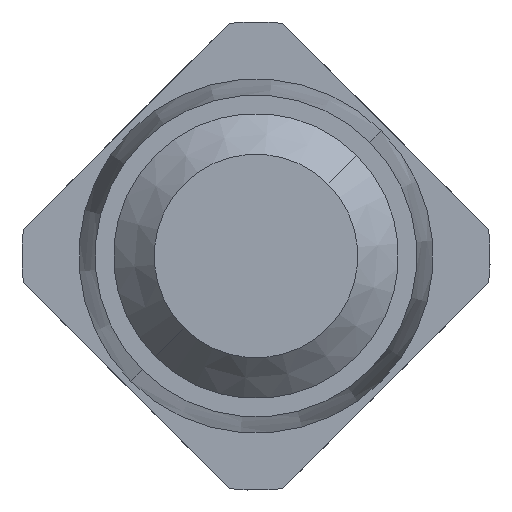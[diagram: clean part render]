
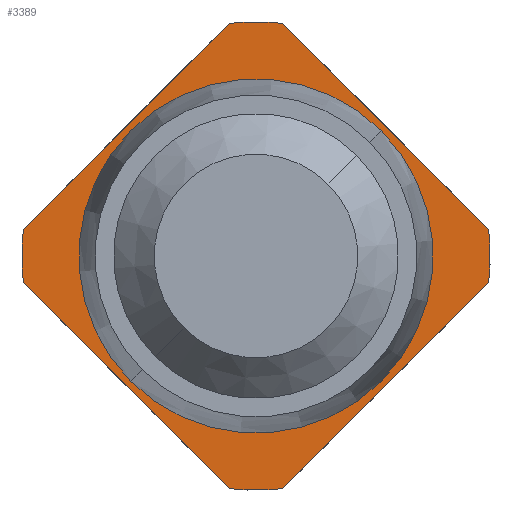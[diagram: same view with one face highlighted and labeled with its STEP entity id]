
A CAD part, front view. The second image highlights one B-rep face of the part: STEP entity #3389.
In plain terms, the highlighted planar face has unit normal (0, -1, 0).
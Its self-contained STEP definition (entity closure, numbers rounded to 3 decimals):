
#49 = DIRECTION ( 'NONE',  ( 0., -1., 0. ) ) ;
#158 = AXIS2_PLACEMENT_3D ( 'NONE', #1657, #2225, #1934 ) ;
#184 = CARTESIAN_POINT ( 'NONE',  ( -0.065, 37.5, 0.571 ) ) ;
#369 = DIRECTION ( 'NONE',  ( 0.707, 0., 0.707 ) ) ;
#455 = VECTOR ( 'NONE', #3211, 1000. ) ;
#618 = LINE ( 'NONE', #1170, #2706 ) ;
#630 = PLANE ( 'NONE',  #2475 ) ;
#642 = VECTOR ( 'NONE', #1411, 1000. ) ;
#648 = CIRCLE ( 'NONE', #2180, 0.575 ) ;
#659 = ORIENTED_EDGE ( 'NONE', *, *, #3265, .T. ) ;
#674 = ORIENTED_EDGE ( 'NONE', *, *, #2096, .T. ) ;
#697 = VERTEX_POINT ( 'NONE', #1073 ) ;
#720 = VERTEX_POINT ( 'NONE', #1631 ) ;
#751 = ORIENTED_EDGE ( 'NONE', *, *, #3575, .T. ) ;
#778 = EDGE_CURVE ( 'NONE', #1829, #2487, #2633, .T. ) ;
#789 = DIRECTION ( 'NONE',  ( 0.707, 0., 0.707 ) ) ;
#822 = AXIS2_PLACEMENT_3D ( 'NONE', #3571, #3555, #1039 ) ;
#870 = ORIENTED_EDGE ( 'NONE', *, *, #3133, .F. ) ;
#880 = DIRECTION ( 'NONE',  ( 0., -1., 0. ) ) ;
#930 = FACE_BOUND ( 'NONE', #3438, .T. ) ;
#1016 = DIRECTION ( 'NONE',  ( 0., -1., 0. ) ) ;
#1039 = DIRECTION ( 'NONE',  ( 0.707, 0., 0.707 ) ) ;
#1073 = CARTESIAN_POINT ( 'NONE',  ( 0.571, 37.5, -0.065 ) ) ;
#1118 = CARTESIAN_POINT ( 'NONE',  ( -0.065, 37.5, -0.571 ) ) ;
#1147 = LINE ( 'NONE', #1743, #1591 ) ;
#1157 = CARTESIAN_POINT ( 'NONE',  ( -0.318, 37.5, 0.318 ) ) ;
#1170 = CARTESIAN_POINT ( 'NONE',  ( -0.725, 37.5, 0.088 ) ) ;
#1270 = ORIENTED_EDGE ( 'NONE', *, *, #3209, .T. ) ;
#1272 = DIRECTION ( 'NONE',  ( 0.707, 0., 0.707 ) ) ;
#1304 = ORIENTED_EDGE ( 'NONE', *, *, #2894, .T. ) ;
#1411 = DIRECTION ( 'NONE',  ( -0.707, 0., 0.707 ) ) ;
#1445 = AXIS2_PLACEMENT_3D ( 'NONE', #2056, #49, #1764 ) ;
#1476 = EDGE_CURVE ( 'NONE', #2487, #720, #3417, .T. ) ;
#1554 = ORIENTED_EDGE ( 'NONE', *, *, #2921, .F. ) ;
#1591 = VECTOR ( 'NONE', #1998, 1000. ) ;
#1631 = CARTESIAN_POINT ( 'NONE',  ( -0.571, 37.5, -0.065 ) ) ;
#1641 = DIRECTION ( 'NONE',  ( 0., -1., 0. ) ) ;
#1657 = CARTESIAN_POINT ( 'NONE',  ( 0., 37.5, 0. ) ) ;
#1673 = ORIENTED_EDGE ( 'NONE', *, *, #1989, .T. ) ;
#1689 = VERTEX_POINT ( 'NONE', #2873 ) ;
#1691 = DIRECTION ( 'NONE',  ( 0.707, 0., -0.707 ) ) ;
#1705 = CARTESIAN_POINT ( 'NONE',  ( -0.571, 37.5, 0.065 ) ) ;
#1743 = CARTESIAN_POINT ( 'NONE',  ( 0.318, 37.5, -0.318 ) ) ;
#1748 = DIRECTION ( 'NONE',  ( 0.707, 0., 0.707 ) ) ;
#1764 = DIRECTION ( 'NONE',  ( 0.707, 0., 0.707 ) ) ;
#1829 = VERTEX_POINT ( 'NONE', #184 ) ;
#1934 = DIRECTION ( 'NONE',  ( 0.707, 0., 0.707 ) ) ;
#1935 = ORIENTED_EDGE ( 'NONE', *, *, #1476, .T. ) ;
#1942 = VERTEX_POINT ( 'NONE', #1118 ) ;
#1989 = EDGE_CURVE ( 'NONE', #1942, #3283, #2766, .T. ) ;
#1998 = DIRECTION ( 'NONE',  ( 0.707, 0., 0.707 ) ) ;
#2052 = CARTESIAN_POINT ( 'NONE',  ( -0.407, 37.5, 0.407 ) ) ;
#2056 = CARTESIAN_POINT ( 'NONE',  ( 0., 37.5, 0. ) ) ;
#2096 = EDGE_CURVE ( 'NONE', #697, #1689, #3453, .T. ) ;
#2180 = AXIS2_PLACEMENT_3D ( 'NONE', #2681, #1016, #1272 ) ;
#2225 = DIRECTION ( 'NONE',  ( 0., -1., 0. ) ) ;
#2237 = CIRCLE ( 'NONE', #822, 0.435 ) ;
#2353 = AXIS2_PLACEMENT_3D ( 'NONE', #3374, #880, #1748 ) ;
#2443 = VERTEX_POINT ( 'NONE', #2605 ) ;
#2475 = AXIS2_PLACEMENT_3D ( 'NONE', #2052, #3184, #369 ) ;
#2487 = VERTEX_POINT ( 'NONE', #1705 ) ;
#2530 = VERTEX_POINT ( 'NONE', #3023 ) ;
#2588 = CIRCLE ( 'NONE', #2353, 0.435 ) ;
#2605 = CARTESIAN_POINT ( 'NONE',  ( 0.065, 37.5, 0.571 ) ) ;
#2633 = LINE ( 'NONE', #1157, #455 ) ;
#2681 = CARTESIAN_POINT ( 'NONE',  ( 0., 37.5, 0. ) ) ;
#2706 = VECTOR ( 'NONE', #1691, 1000. ) ;
#2756 = EDGE_LOOP ( 'NONE', ( #751, #2812, #1935, #1304, #1673, #1270, #674, #659 ) ) ;
#2765 = AXIS2_PLACEMENT_3D ( 'NONE', #3055, #1641, #789 ) ;
#2766 = CIRCLE ( 'NONE', #158, 0.575 ) ;
#2812 = ORIENTED_EDGE ( 'NONE', *, *, #778, .T. ) ;
#2873 = CARTESIAN_POINT ( 'NONE',  ( 0.571, 37.5, 0.065 ) ) ;
#2894 = EDGE_CURVE ( 'NONE', #720, #1942, #618, .T. ) ;
#2906 = FACE_OUTER_BOUND ( 'NONE', #2756, .T. ) ;
#2921 = EDGE_CURVE ( 'NONE', #2530, #3509, #2588, .T. ) ;
#3023 = CARTESIAN_POINT ( 'NONE',  ( -0.308, 37.5, -0.308 ) ) ;
#3055 = CARTESIAN_POINT ( 'NONE',  ( 0., 37.5, 0. ) ) ;
#3101 = CARTESIAN_POINT ( 'NONE',  ( -0.088, 37.5, 0.725 ) ) ;
#3123 = LINE ( 'NONE', #3101, #642 ) ;
#3133 = EDGE_CURVE ( 'NONE', #3509, #2530, #2237, .T. ) ;
#3184 = DIRECTION ( 'NONE',  ( 0., -1., 0. ) ) ;
#3209 = EDGE_CURVE ( 'NONE', #3283, #697, #1147, .T. ) ;
#3211 = DIRECTION ( 'NONE',  ( -0.707, 0., -0.707 ) ) ;
#3265 = EDGE_CURVE ( 'NONE', #1689, #2443, #3123, .T. ) ;
#3283 = VERTEX_POINT ( 'NONE', #3386 ) ;
#3374 = CARTESIAN_POINT ( 'NONE',  ( 0., 37.5, 0. ) ) ;
#3386 = CARTESIAN_POINT ( 'NONE',  ( 0.065, 37.5, -0.571 ) ) ;
#3389 = ADVANCED_FACE ( 'Defeature ausgef�hrt1_2', ( #930, #2906 ), #630, .T. ) ;
#3417 = CIRCLE ( 'NONE', #2765, 0.575 ) ;
#3438 = EDGE_LOOP ( 'NONE', ( #1554, #870 ) ) ;
#3453 = CIRCLE ( 'NONE', #1445, 0.575 ) ;
#3509 = VERTEX_POINT ( 'NONE', #3529 ) ;
#3529 = CARTESIAN_POINT ( 'NONE',  ( 0.308, 37.5, 0.308 ) ) ;
#3555 = DIRECTION ( 'NONE',  ( 0., -1., 0. ) ) ;
#3571 = CARTESIAN_POINT ( 'NONE',  ( 0., 37.5, 0. ) ) ;
#3575 = EDGE_CURVE ( 'NONE', #2443, #1829, #648, .T. ) ;
